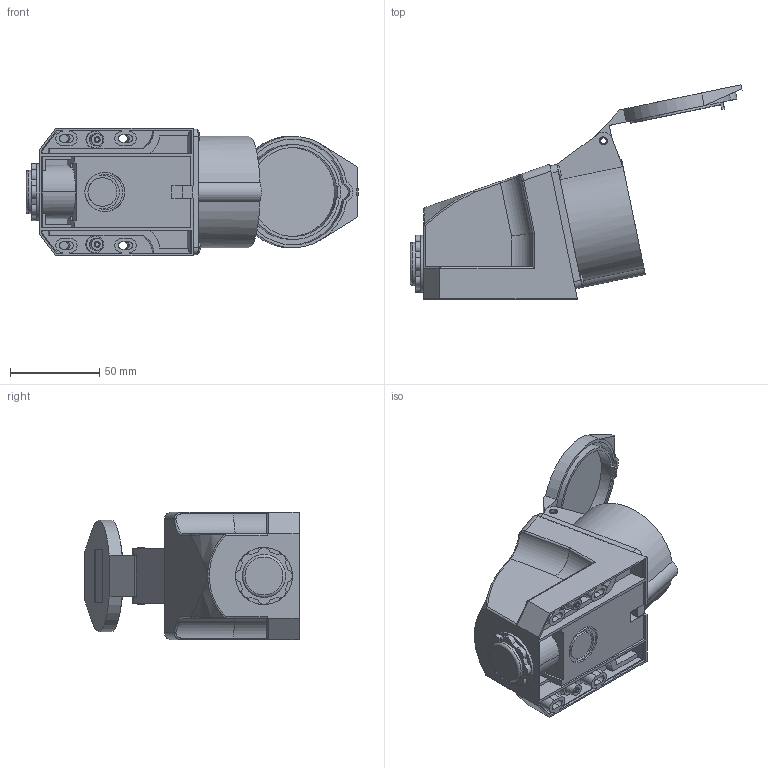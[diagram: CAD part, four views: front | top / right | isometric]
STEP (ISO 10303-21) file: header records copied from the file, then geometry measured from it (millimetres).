
FILE_DESCRIPTION(/* description */ (''),/* implementation_level */ '2;1');
FILE_NAME(/* name */ '红五孔.stp',/* time_stamp */ '2024-04-15T01:36:12+08:00',/* author */ (''),/* organization */ (''),/* preprocessor_version */ 'ST-DEVELOPER v16',/* originating_system */ 'SIEMENS PLM Software NX 10.0',/* authorisation */ '');
FILE_SCHEMA (('AUTOMOTIVE_DESIGN { 1 0 10303 214 3 1 1 1 }'));
Length unit declared in the file: millimetre
Products named in the file (1): 红五孔
Bounding box: 186.13 x 120.05 x 71.4 mm (x, y, z)
Volume: 358863.4 mm3; surface area: 96178.9 mm2
Topology: 13 solids, 13 shells, 485 faces, 1246 edges, 823 vertices
Faces by surface type: plane 295, cylinder 137, extrusion 28, torus 11, bspline 8, cone 6
Full cylindrical faces by diameter (mm): 3.3 x2, 3.4 x1, 3.6 x2, 4.4 x2, 6.4 x5, 6.5 x4, 6.6 x6, 8 x4, 8.4 x1, 11.9 x4, 24.25 x1, 25 x1, 32 x1, 45.6 x1, 49.9 x1, 53.2 x1
Entity records: 15653 total; most frequent: CARTESIAN_POINT 3761, DIRECTION 2422, ORIENTED_EDGE 2302, EDGE_CURVE 1151, AXIS2_PLACEMENT_3D 841, VERTEX_POINT 797, VECTOR 740, LINE 712
